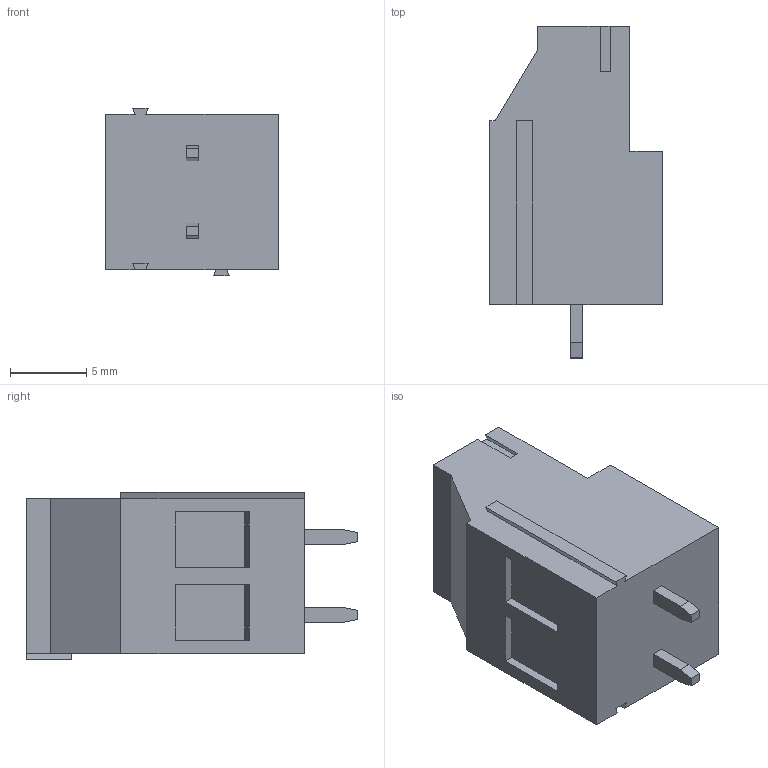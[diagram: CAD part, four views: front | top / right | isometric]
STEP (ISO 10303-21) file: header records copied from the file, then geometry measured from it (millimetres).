
FILE_DESCRIPTION(/* description */ (''),/* implementation_level */ '2;1');
FILE_NAME(/* name */ 'TB010-508-02P_Blue_-_S_ipt_48cbef9e.STEP',/* time_stamp */ '2024-05-28T16:08:12+01:00',/* author */ ('rlndo'),/* organization */ (''),/* preprocessor_version */ 'ST-DEVELOPER v16.13',/* originating_system */ 'Autodesk Inventor 2018',/* authorisation */ '');
FILE_SCHEMA (('AUTOMOTIVE_DESIGN { 1 0 10303 214 3 1 1 }'));
Length unit declared in the file: millimetre
Products named in the file (1): TB010-508-02P_Blue_-_S
Bounding box: 11.3 x 21.7 x 10.96 mm (x, y, z)
Volume: 1733.6 mm3; surface area: 1125.9 mm2
Topology: 1 solids, 3 shells, 87 faces, 217 edges, 144 vertices
Faces by surface type: plane 68, torus 10, bspline 4, cone 3, cylinder 2
Full cylindrical faces by diameter (mm): 4.02 x2
Entity records: 3776 total; most frequent: CARTESIAN_POINT 1635, ORIENTED_EDGE 416, DIRECTION 412, EDGE_CURVE 208, LINE 152, VECTOR 152, VERTEX_POINT 141, AXIS2_PLACEMENT_3D 130
